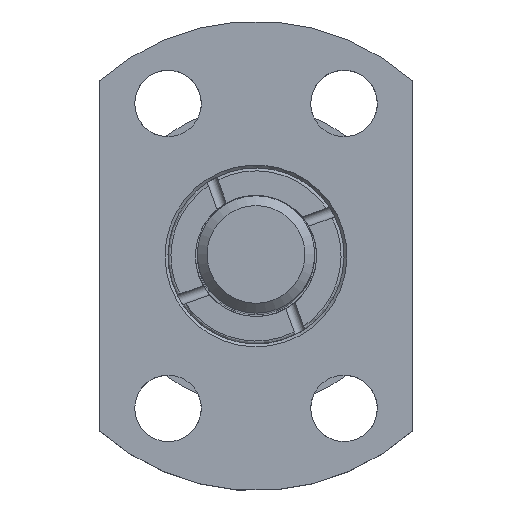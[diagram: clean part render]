
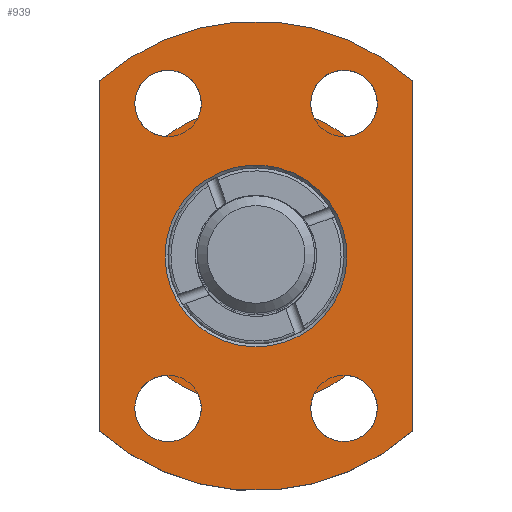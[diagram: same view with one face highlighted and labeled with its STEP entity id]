
A CAD part, top view. The second image highlights one B-rep face of the part: STEP entity #939.
In plain terms, the highlighted planar face has unit normal (0, 0, 1).
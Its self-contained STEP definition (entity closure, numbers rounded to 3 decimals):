
#52=LINE('',#1700,#84);
#53=LINE('',#1701,#85);
#84=VECTOR('',#1275,1000.);
#85=VECTOR('',#1276,1000.);
#105=PLANE('',#1053);
#253=ORIENTED_EDGE('',*,*,#500,.T.);
#254=ORIENTED_EDGE('',*,*,#496,.F.);
#255=ORIENTED_EDGE('',*,*,#501,.T.);
#256=ORIENTED_EDGE('',*,*,#492,.F.);
#257=ORIENTED_EDGE('',*,*,#502,.T.);
#258=ORIENTED_EDGE('',*,*,#503,.T.);
#259=ORIENTED_EDGE('',*,*,#504,.F.);
#260=ORIENTED_EDGE('',*,*,#505,.T.);
#261=ORIENTED_EDGE('',*,*,#506,.F.);
#262=ORIENTED_EDGE('',*,*,#507,.T.);
#263=ORIENTED_EDGE('',*,*,#508,.F.);
#264=ORIENTED_EDGE('',*,*,#509,.T.);
#265=ORIENTED_EDGE('',*,*,#510,.F.);
#492=EDGE_CURVE('',#596,#597,#666,.T.);
#496=EDGE_CURVE('',#600,#601,#668,.T.);
#500=EDGE_CURVE('',#604,#604,#670,.T.);
#501=EDGE_CURVE('',#600,#597,#52,.T.);
#502=EDGE_CURVE('',#596,#601,#53,.T.);
#503=EDGE_CURVE('',#605,#606,#671,.T.);
#504=EDGE_CURVE('',#605,#606,#672,.T.);
#505=EDGE_CURVE('',#607,#608,#673,.T.);
#506=EDGE_CURVE('',#607,#608,#674,.T.);
#507=EDGE_CURVE('',#609,#610,#675,.T.);
#508=EDGE_CURVE('',#609,#610,#676,.T.);
#509=EDGE_CURVE('',#611,#612,#677,.T.);
#510=EDGE_CURVE('',#611,#612,#678,.T.);
#596=VERTEX_POINT('',#1681);
#597=VERTEX_POINT('',#1682);
#600=VERTEX_POINT('',#1690);
#601=VERTEX_POINT('',#1691);
#604=VERTEX_POINT('',#1699);
#605=VERTEX_POINT('',#1703);
#606=VERTEX_POINT('',#1704);
#607=VERTEX_POINT('',#1707);
#608=VERTEX_POINT('',#1708);
#609=VERTEX_POINT('',#1711);
#610=VERTEX_POINT('',#1712);
#611=VERTEX_POINT('',#1715);
#612=VERTEX_POINT('',#1716);
#666=CIRCLE('',#1048,12.);
#668=CIRCLE('',#1051,12.);
#670=CIRCLE('',#1054,4.65);
#671=CIRCLE('',#1055,1.7);
#672=CIRCLE('',#1056,7.65);
#673=CIRCLE('',#1057,1.7);
#674=CIRCLE('',#1058,7.65);
#675=CIRCLE('',#1059,1.7);
#676=CIRCLE('',#1060,7.65);
#677=CIRCLE('',#1061,1.7);
#678=CIRCLE('',#1062,7.65);
#731=EDGE_LOOP('',(#253));
#732=EDGE_LOOP('',(#254,#255,#256,#257));
#733=EDGE_LOOP('',(#258,#259));
#734=EDGE_LOOP('',(#260,#261));
#735=EDGE_LOOP('',(#262,#263));
#736=EDGE_LOOP('',(#264,#265));
#821=FACE_BOUND('',#731,.T.);
#822=FACE_BOUND('',#732,.T.);
#823=FACE_BOUND('',#733,.T.);
#824=FACE_BOUND('',#734,.T.);
#825=FACE_BOUND('',#735,.T.);
#826=FACE_BOUND('',#736,.T.);
#939=ADVANCED_FACE('',(#821,#822,#823,#824,#825,#826),#105,.T.);
#1048=AXIS2_PLACEMENT_3D('',#1680,#1257,#1258);
#1051=AXIS2_PLACEMENT_3D('',#1689,#1265,#1266);
#1053=AXIS2_PLACEMENT_3D('',#1697,#1271,#1272);
#1054=AXIS2_PLACEMENT_3D('',#1698,#1273,#1274);
#1055=AXIS2_PLACEMENT_3D('',#1702,#1277,#1278);
#1056=AXIS2_PLACEMENT_3D('',#1705,#1279,#1280);
#1057=AXIS2_PLACEMENT_3D('',#1706,#1281,#1282);
#1058=AXIS2_PLACEMENT_3D('',#1709,#1283,#1284);
#1059=AXIS2_PLACEMENT_3D('',#1710,#1285,#1286);
#1060=AXIS2_PLACEMENT_3D('',#1713,#1287,#1288);
#1061=AXIS2_PLACEMENT_3D('',#1714,#1289,#1290);
#1062=AXIS2_PLACEMENT_3D('',#1717,#1291,#1292);
#1257=DIRECTION('',(0.,0.,-1.));
#1258=DIRECTION('',(-1.,0.,0.));
#1265=DIRECTION('',(0.,0.,-1.));
#1266=DIRECTION('',(-1.,0.,0.));
#1271=DIRECTION('',(0.,0.,1.));
#1272=DIRECTION('',(1.,0.,0.));
#1273=DIRECTION('',(0.,0.,-1.));
#1274=DIRECTION('',(-1.,0.,0.));
#1275=DIRECTION('',(0.,-1.,0.));
#1276=DIRECTION('',(0.,1.,0.));
#1277=DIRECTION('',(0.,0.,-1.));
#1278=DIRECTION('',(-1.,0.,0.));
#1279=DIRECTION('',(0.,0.,-1.));
#1280=DIRECTION('',(-1.,0.,0.));
#1281=DIRECTION('',(0.,0.,-1.));
#1282=DIRECTION('',(-1.,0.,0.));
#1283=DIRECTION('',(0.,0.,-1.));
#1284=DIRECTION('',(-1.,0.,0.));
#1285=DIRECTION('',(0.,0.,-1.));
#1286=DIRECTION('',(-1.,0.,0.));
#1287=DIRECTION('',(0.,0.,-1.));
#1288=DIRECTION('',(-1.,0.,0.));
#1289=DIRECTION('',(0.,0.,-1.));
#1290=DIRECTION('',(-1.,0.,0.));
#1291=DIRECTION('',(0.,0.,-1.));
#1292=DIRECTION('',(-1.,0.,0.));
#1680=CARTESIAN_POINT('',(0.,0.,14.));
#1681=CARTESIAN_POINT('',(8.,-8.944,14.));
#1682=CARTESIAN_POINT('',(-8.,-8.944,14.));
#1689=CARTESIAN_POINT('',(0.,0.,14.));
#1690=CARTESIAN_POINT('',(-8.,8.944,14.));
#1691=CARTESIAN_POINT('',(8.,8.944,14.));
#1697=CARTESIAN_POINT('',(0.,12.,14.));
#1698=CARTESIAN_POINT('',(0.,0.,14.));
#1699=CARTESIAN_POINT('',(-4.65,0.,14.));
#1700=CARTESIAN_POINT('',(-8.,17.,14.));
#1701=CARTESIAN_POINT('',(8.,-17.,14.));
#1702=CARTESIAN_POINT('',(-4.5,7.794,14.));
#1703=CARTESIAN_POINT('',(-4.619,6.098,14.));
#1704=CARTESIAN_POINT('',(-2.972,7.049,14.));
#1705=CARTESIAN_POINT('',(0.,0.,14.));
#1706=CARTESIAN_POINT('',(-4.5,-7.794,14.));
#1707=CARTESIAN_POINT('',(-2.972,-7.049,14.));
#1708=CARTESIAN_POINT('',(-4.619,-6.098,14.));
#1709=CARTESIAN_POINT('',(0.,0.,14.));
#1710=CARTESIAN_POINT('',(4.5,-7.794,14.));
#1711=CARTESIAN_POINT('',(4.619,-6.098,14.));
#1712=CARTESIAN_POINT('',(2.972,-7.049,14.));
#1713=CARTESIAN_POINT('',(0.,0.,14.));
#1714=CARTESIAN_POINT('',(4.5,7.794,14.));
#1715=CARTESIAN_POINT('',(2.972,7.049,14.));
#1716=CARTESIAN_POINT('',(4.619,6.098,14.));
#1717=CARTESIAN_POINT('',(0.,0.,14.));
